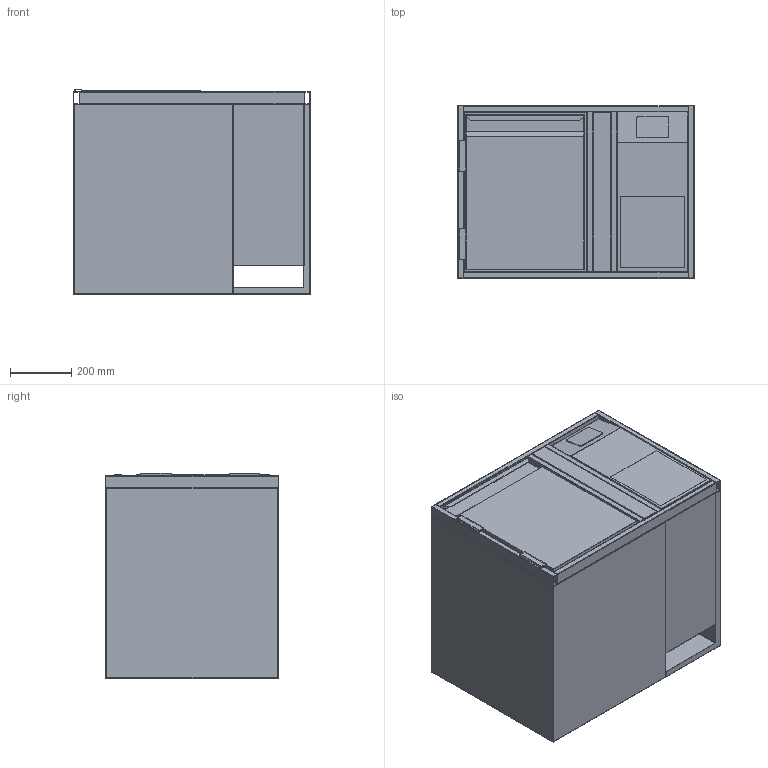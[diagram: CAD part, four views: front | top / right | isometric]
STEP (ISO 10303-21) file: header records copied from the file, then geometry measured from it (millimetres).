
FILE_DESCRIPTION (( 'STEP AP203' ), '1' );
FILE_NAME ('G-KTE-1-56-R-1T.step', '2024-02-26T13:38:38', ( '' ), ( '' ), 'SwSTEP 2.0', 'SolidWorks 2023', '' );
FILE_SCHEMA (( 'CONFIG_CONTROL_DESIGN' ));
Length unit declared in the file: millimetre
Products named in the file (9): 20-03-43331_G-KT-Auflage-400-660-Ohne-Rost; 20-03-43319_G-KT-Einbauelement-Tür-400-660-560-L; 20-03-43318_G-KT-Rahmen-Tür-400-560; G-KTE-1-56-R-1T; 24-02-55012_G-KT-Korpus-520-660-560-R; 20-03-43331_G-KT-Auflage-400-660-mit-Rost; 24-02-55011_G-KT-Fach-S-R-250-660-560; 21-01-47565_G-KT-FRR-560-770--520B-1SV60-250; 18-06-35404_TUER-385-505-L
Assembly tree (8 placements, depth 3):
  G-KTE-1-56-R-1T
    24-02-55012_G-KT-Korpus-520-660-560-R
    21-01-47565_G-KT-FRR-560-770--520B-1SV60-250
    24-02-55011_G-KT-Fach-S-R-250-660-560
    20-03-43319_G-KT-Einbauelement-Tür-400-660-560-L
      20-03-43318_G-KT-Rahmen-Tür-400-560
      18-06-35404_TUER-385-505-L
      20-03-43331_G-KT-Auflage-400-660-Ohne-Rost
      20-03-43331_G-KT-Auflage-400-660-mit-Rost
Bounding box: 771 x 560 x 667.5 mm (x, y, z)
Volume: 80197862.5 mm3; surface area: 7624760.9 mm2
Topology: 22 solids, 22 shells, 978 faces, 2584 edges, 1640 vertices
Faces by surface type: cylinder 566, plane 359, sphere 22, torus 16, bspline 15
Entity records: 32473 total; most frequent: CARTESIAN_POINT 6019, DIRECTION 5513, ORIENTED_EDGE 5128, EDGE_CURVE 2564, AXIS2_PLACEMENT_3D 2044, VERTEX_POINT 1640, VECTOR 1425, LINE 1425
